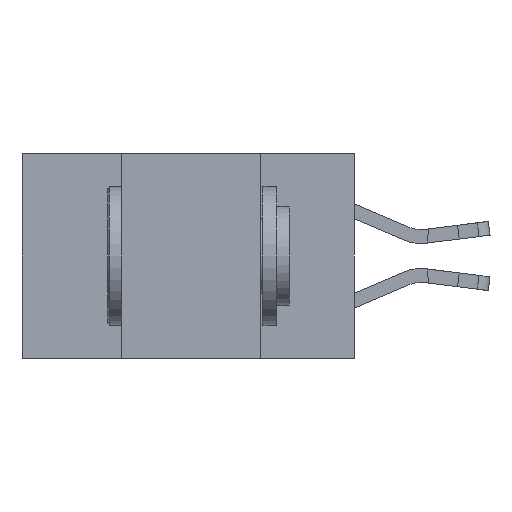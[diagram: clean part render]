
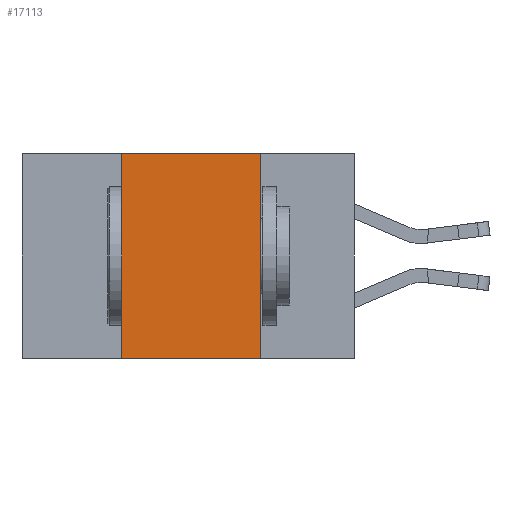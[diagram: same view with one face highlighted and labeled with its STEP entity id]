
A CAD part, left-side view. The second image highlights one B-rep face of the part: STEP entity #17113.
In plain terms, the highlighted planar face has unit normal (-1, 0, 0).
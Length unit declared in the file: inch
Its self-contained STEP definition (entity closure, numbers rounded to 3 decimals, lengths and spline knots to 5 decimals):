
#423 = DIRECTION ( 'NONE',  ( 0., 0., 1. ) ) ;
#608 = DIRECTION ( 'NONE',  ( 0., -1., 0. ) ) ;
#614 = VERTEX_POINT ( 'NONE', #2124 ) ;
#1300 = EDGE_LOOP ( 'NONE', ( #10741, #7981, #10318, #17728 ) ) ;
#1317 = DIRECTION ( 'NONE',  ( 0., 0., -1. ) ) ;
#1733 = EDGE_CURVE ( 'NONE', #4630, #2496, #2056, .T. ) ;
#2056 = LINE ( 'NONE', #11257, #9878 ) ;
#2124 = CARTESIAN_POINT ( 'NONE',  ( 0., 0.17, 0. ) ) ;
#2496 = VERTEX_POINT ( 'NONE', #10280 ) ;
#2809 = CARTESIAN_POINT ( 'NONE',  ( 0., 0.6, 0. ) ) ;
#3088 = CARTESIAN_POINT ( 'NONE',  ( 0., 0.6, 0. ) ) ;
#4395 = LINE ( 'NONE', #13193, #11856 ) ;
#4630 = VERTEX_POINT ( 'NONE', #16188 ) ;
#6662 = EDGE_CURVE ( 'NONE', #14111, #614, #16203, .T. ) ;
#7981 = ORIENTED_EDGE ( 'NONE', *, *, #6662, .F. ) ;
#8684 = DIRECTION ( 'NONE',  ( 1., 0., 0. ) ) ;
#9062 = FACE_OUTER_BOUND ( 'NONE', #1300, .T. ) ;
#9218 = EDGE_CURVE ( 'NONE', #4630, #14111, #12220, .T. ) ;
#9878 = VECTOR ( 'NONE', #608, 39.37008 ) ;
#10280 = CARTESIAN_POINT ( 'NONE',  ( 0., 0.17, -0.37 ) ) ;
#10318 = ORIENTED_EDGE ( 'NONE', *, *, #9218, .F. ) ;
#10741 = ORIENTED_EDGE ( 'NONE', *, *, #16242, .F. ) ;
#11257 = CARTESIAN_POINT ( 'NONE',  ( 0., 0.6, -0.37 ) ) ;
#11856 = VECTOR ( 'NONE', #1317, 39.37008 ) ;
#12220 = LINE ( 'NONE', #12305, #12753 ) ;
#12305 = CARTESIAN_POINT ( 'NONE',  ( 0., 0.42, -0.37 ) ) ;
#12753 = VECTOR ( 'NONE', #423, 39.37008 ) ;
#13193 = CARTESIAN_POINT ( 'NONE',  ( 0., 0.17, -0.37 ) ) ;
#13520 = AXIS2_PLACEMENT_3D ( 'NONE', #2809, #8684, #14503 ) ;
#13641 = CARTESIAN_POINT ( 'NONE',  ( 0., 0.42, 0. ) ) ;
#13903 = VECTOR ( 'NONE', #15647, 39.37008 ) ;
#14111 = VERTEX_POINT ( 'NONE', #13641 ) ;
#14503 = DIRECTION ( 'NONE',  ( 0., 0., -1. ) ) ;
#15647 = DIRECTION ( 'NONE',  ( 0., -1., 0. ) ) ;
#16018 = PLANE ( 'NONE',  #13520 ) ;
#16188 = CARTESIAN_POINT ( 'NONE',  ( 0., 0.42, -0.37 ) ) ;
#16203 = LINE ( 'NONE', #3088, #13903 ) ;
#16242 = EDGE_CURVE ( 'NONE', #614, #2496, #4395, .T. ) ;
#17113 = ADVANCED_FACE ( 'NONE', ( #9062 ), #16018, .F. ) ;
#17728 = ORIENTED_EDGE ( 'NONE', *, *, #1733, .T. ) ;
